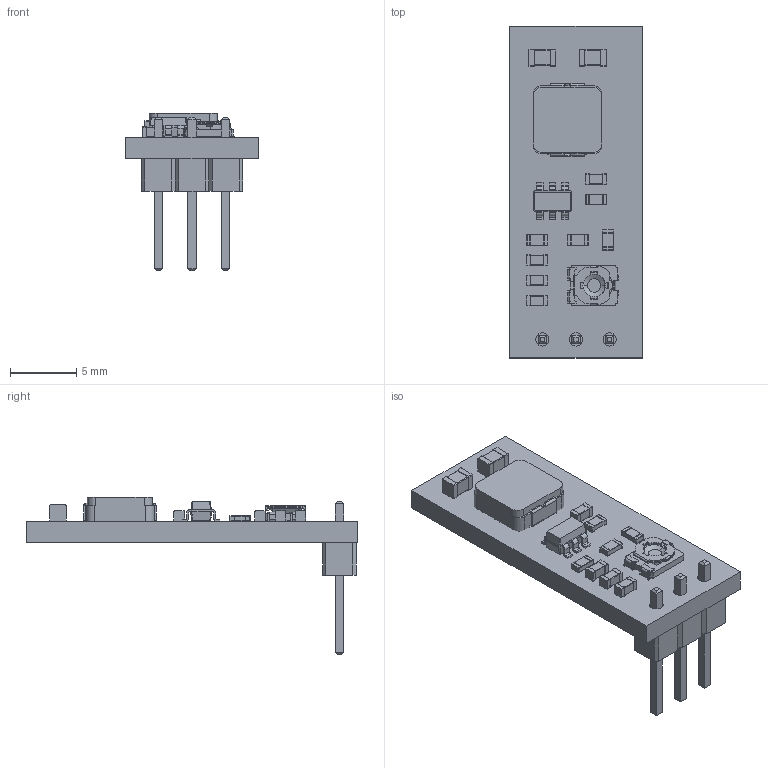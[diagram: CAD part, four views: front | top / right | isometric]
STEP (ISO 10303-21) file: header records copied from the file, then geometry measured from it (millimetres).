
FILE_DESCRIPTION(('FreeCAD Model'),'2;1');
FILE_NAME('Open CASCADE Shape Model','2024-04-21T14:20:31',(''),(''), 'Open CASCADE STEP processor 7.6','FreeCAD','Unknown');
FILE_SCHEMA(('AUTOMOTIVE_DESIGN { 1 0 10303 214 1 1 1 1 }'));
Length unit declared in the file: millimetre
Products named in the file (22): SY317; Local_CS_9149; Board_Geoms_9149; Pcb_9149; PCB_Sketch_9149; Step_Models_9149; Top_9149; C5_C_0805_2012Metric_e5cb0007d608; R2_R_0603_1608Metric_8ccc350c5da3; C2_C_0603_1608Metric_2aa61d0794fa; L1_IHLP2020BZ_45d0cb963a33; RV1_TC33X-2-202E008_993fc5176e78; TC33X-2-202E; TC33X-2-202E001; TC33X-2-202E002; TC33X-2-202E003; TC33X-2-202E004; TC33X-2-202E005; TC33X-2-202E006; TC33X-2-202E007; J1_PinHeader_1x03_P254mm_Vertical_3ddd89404d26; U1_SOT_23_6_10e227839481
Assembly tree (28 placements, depth 5):
  SY317
    Local_CS_9149
    Board_Geoms_9149
      Pcb_9149
      PCB_Sketch_9149
    Step_Models_9149
      Top_9149
        C5_C_0805_2012Metric_e5cb0007d608  x2
        R2_R_0603_1608Metric_8ccc350c5da3  x4
        C2_C_0603_1608Metric_2aa61d0794fa  x4
        L1_IHLP2020BZ_45d0cb963a33
        RV1_TC33X-2-202E008_993fc5176e78
          TC33X-2-202E
          TC33X-2-202E001
          TC33X-2-202E002
          TC33X-2-202E003
          TC33X-2-202E004
          TC33X-2-202E005
          TC33X-2-202E006
          TC33X-2-202E007
        J1_PinHeader_1x03_P254mm_Vertical_3ddd89404d26
        U1_SOT_23_6_10e227839481
Bounding box: 10 x 25 x 11.89 mm (x, y, z)
Volume: 531.6 mm3; surface area: 1048.4 mm2
Topology: 22 solids, 22 shells, 804 faces, 2107 edges, 1369 vertices
Faces by surface type: plane 555, cylinder 212, bspline 34, cone 3
Full cylindrical faces by diameter (mm): 1 x3
Entity records: 21894 total; most frequent: CARTESIAN_POINT 3636, ORIENTED_EDGE 3222, DIRECTION 3037, EDGE_CURVE 1611, LINE 1257, VECTOR 1257, VERTEX_POINT 1037, AXIS2_PLACEMENT_3D 890
